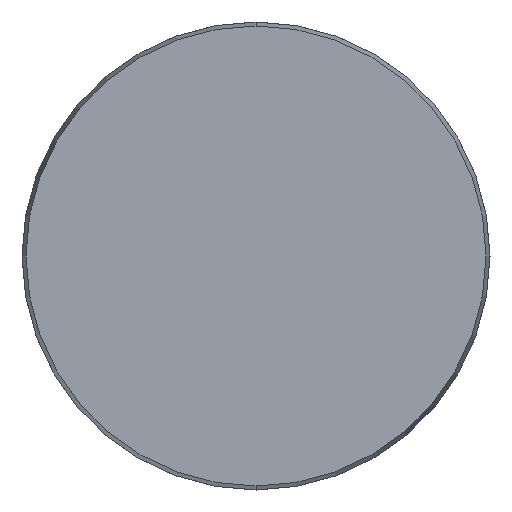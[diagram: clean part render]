
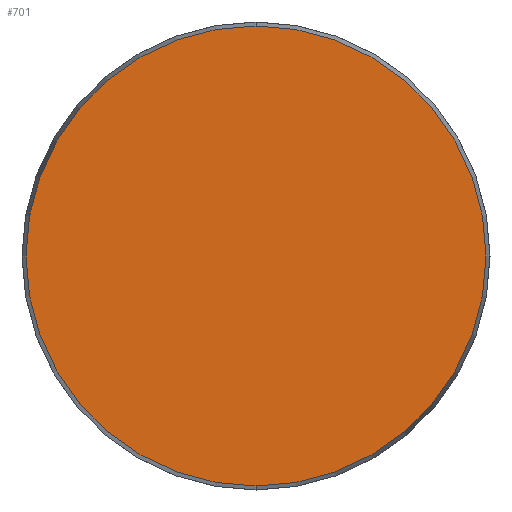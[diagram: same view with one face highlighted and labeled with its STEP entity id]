
A CAD part, front view. The second image highlights one B-rep face of the part: STEP entity #701.
In plain terms, the highlighted planar face has unit normal (0, -1, 0).
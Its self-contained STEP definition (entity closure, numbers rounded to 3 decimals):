
#2 = DIRECTION ( 'NONE',  ( 0., 0., -1. ) ) ;
#14 = DIRECTION ( 'NONE',  ( 0., -1., 0. ) ) ;
#62 = EDGE_LOOP ( 'NONE', ( #359, #204 ) ) ;
#132 = DIRECTION ( 'NONE',  ( 0., 0., -1. ) ) ;
#134 = EDGE_CURVE ( 'NONE', #292, #363, #265, .T. ) ;
#200 = DIRECTION ( 'NONE',  ( 0., 1., 0. ) ) ;
#204 = ORIENTED_EDGE ( 'NONE', *, *, #134, .T. ) ;
#248 = CARTESIAN_POINT ( 'NONE',  ( 0., 0., -49.143 ) ) ;
#265 = CIRCLE ( 'NONE', #680, 49.143 ) ;
#292 = VERTEX_POINT ( 'NONE', #248 ) ;
#359 = ORIENTED_EDGE ( 'NONE', *, *, #532, .T. ) ;
#363 = VERTEX_POINT ( 'NONE', #659 ) ;
#429 = CARTESIAN_POINT ( 'NONE',  ( -49.143, 0., 0. ) ) ;
#452 = FACE_OUTER_BOUND ( 'NONE', #62, .T. ) ;
#532 = EDGE_CURVE ( 'NONE', #363, #292, #762, .T. ) ;
#659 = CARTESIAN_POINT ( 'NONE',  ( 0., 0., 49.143 ) ) ;
#679 = AXIS2_PLACEMENT_3D ( 'NONE', #429, #200, #779 ) ;
#680 = AXIS2_PLACEMENT_3D ( 'NONE', #798, #14, #2 ) ;
#683 = CARTESIAN_POINT ( 'NONE',  ( 0., 0., 0. ) ) ;
#701 = ADVANCED_FACE ( 'NONE', ( #452 ), #1009, .F. ) ;
#749 = AXIS2_PLACEMENT_3D ( 'NONE', #683, #1025, #132 ) ;
#762 = CIRCLE ( 'NONE', #749, 49.143 ) ;
#779 = DIRECTION ( 'NONE',  ( 0., 0., 1. ) ) ;
#798 = CARTESIAN_POINT ( 'NONE',  ( 0., 0., 0. ) ) ;
#1009 = PLANE ( 'NONE',  #679 ) ;
#1025 = DIRECTION ( 'NONE',  ( 0., -1., 0. ) ) ;
